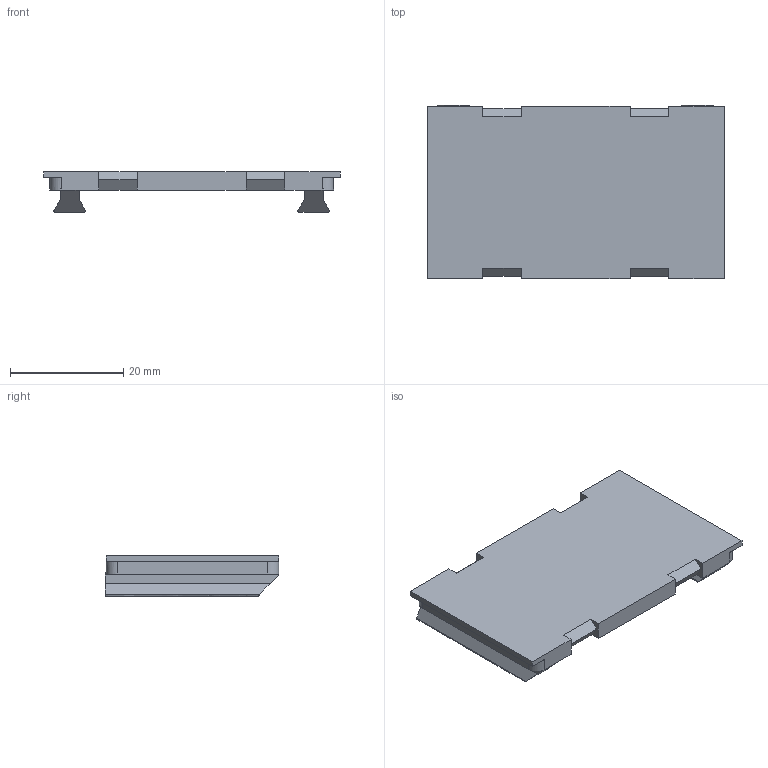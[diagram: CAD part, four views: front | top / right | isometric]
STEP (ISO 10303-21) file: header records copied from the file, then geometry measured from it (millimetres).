
FILE_DESCRIPTION(/* description */ (''),/* implementation_level */ '2;1');
FILE_NAME(/* name */ 'RASPBE~2',/* time_stamp */ '2018-03-11T19:53:22+01:00',/* author */ (''),/* organization */ (''),/* preprocessor_version */ 'ST-DEVELOPER v15',/* originating_system */ '',/* authorisation */ '');
FILE_SCHEMA (('AUTOMOTIVE_DESIGN'));
Length unit declared in the file: millimetre
Products named in the file (1): Document
Bounding box: 52.3 x 30.67 x 7.1 mm (x, y, z)
Volume: 5745.8 mm3; surface area: 4309.9 mm2
Topology: 1 solids, 1 shells, 60 faces, 172 edges, 114 vertices
Faces by surface type: plane 50, bspline 10
Entity records: 1857 total; most frequent: CARTESIAN_POINT 724, ORIENTED_EDGE 344, EDGE_CURVE 172, B_SPLINE_CURVE_WITH_KNOTS 148, VERTEX_POINT 114, ADVANCED_FACE 60, FACE_OUTER_BOUND 60, EDGE_LOOP 60
